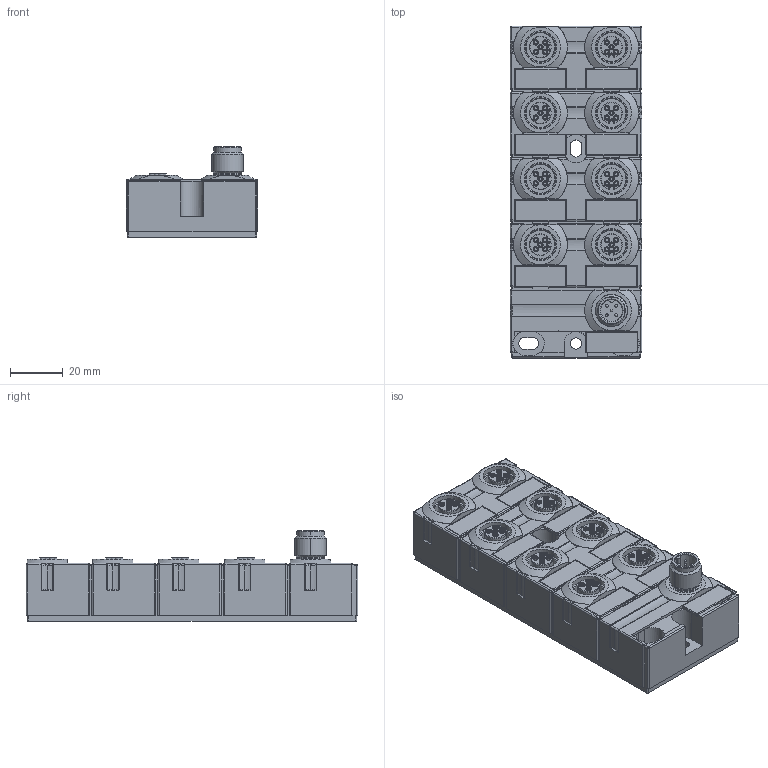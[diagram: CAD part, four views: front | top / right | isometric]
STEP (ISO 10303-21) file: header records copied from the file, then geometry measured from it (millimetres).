
FILE_DESCRIPTION (( 'STEP AP214' ), '1' );
FILE_NAME ('59712.STEP', '2024-08-19T16:20:26', ( '' ), ( '' ), 'SwSTEP 2.0', 'SolidWorks 2021', '' );
FILE_SCHEMA (( 'AUTOMOTIVE_DESIGN' ));
Length unit declared in the file: inch
Products named in the file (1): 59712
Bounding box: 50 x 126 x 34.3 mm (x, y, z)
Volume: 133664.9 mm3; surface area: 29130.6 mm2
Topology: 1 solids, 1 shells, 1315 faces, 3282 edges, 2063 vertices
Faces by surface type: cylinder 572, plane 476, cone 136, torus 66, bspline 65
Entity records: 43217 total; most frequent: CARTESIAN_POINT 11841, DIRECTION 6694, ORIENTED_EDGE 6504, EDGE_CURVE 3252, AXIS2_PLACEMENT_3D 2588, VERTEX_POINT 2063, VECTOR 1518, LINE 1518
